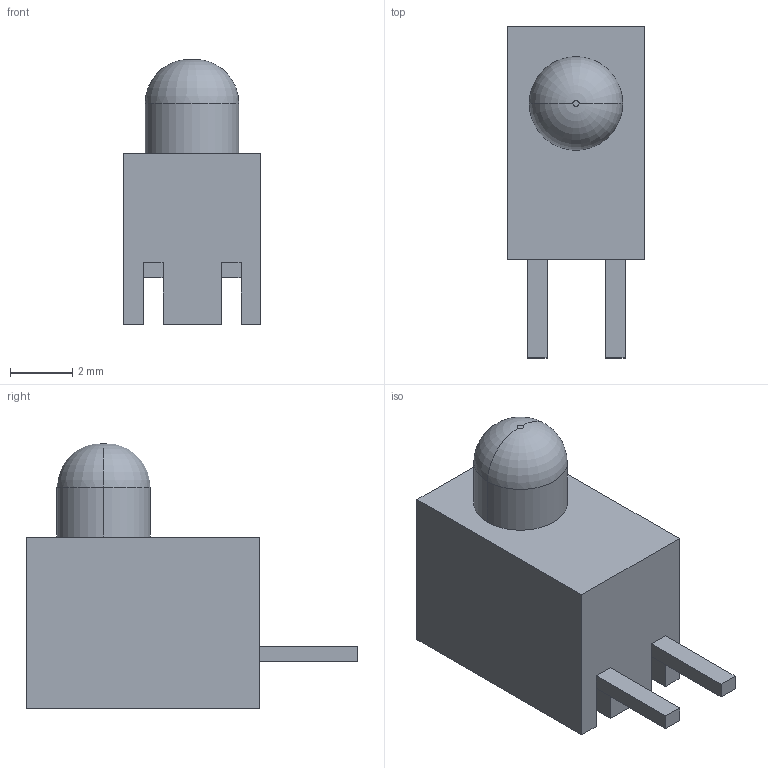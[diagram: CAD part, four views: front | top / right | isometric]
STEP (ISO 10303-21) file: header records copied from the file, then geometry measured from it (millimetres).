
FILE_DESCRIPTION (( 'STEP AP214' ), '1' );
FILE_NAME ('led_90_vm.STEP', '2020-05-15T17:26:16', ( '' ), ( '' ), 'SwSTEP 2.0', 'SolidWorks 2018', '' );
FILE_SCHEMA (( 'AUTOMOTIVE_DESIGN' ));
Length unit declared in the file: millimetre
Products named in the file (1): led_90_vm
Bounding box: 4.42 x 10.64 x 8.5 mm (x, y, z)
Volume: 185.8 mm3; surface area: 279.1 mm2
Topology: 1 solids, 1 shells, 31 faces, 78 edges, 50 vertices
Faces by surface type: plane 25, cylinder 4, torus 2
Entity records: 1159 total; most frequent: CARTESIAN_POINT 160, ORIENTED_EDGE 156, DIRECTION 154, EDGE_CURVE 78, VECTOR 66, LINE 66, VERTEX_POINT 50, AXIS2_PLACEMENT_3D 44
